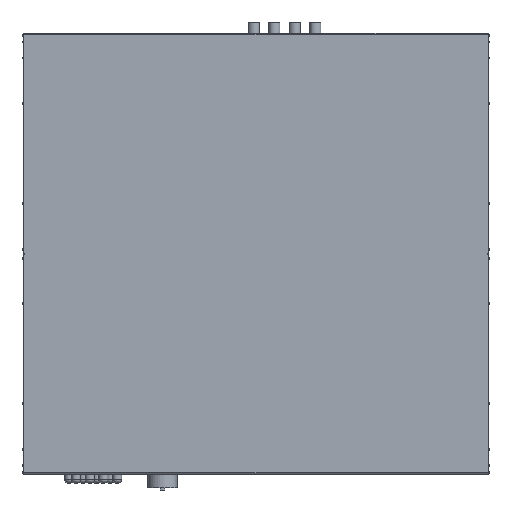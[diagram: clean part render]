
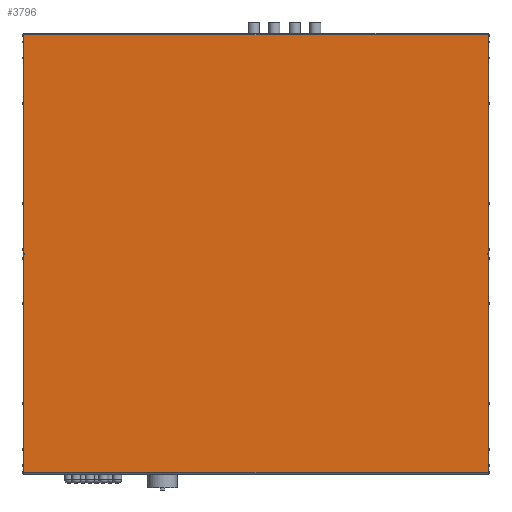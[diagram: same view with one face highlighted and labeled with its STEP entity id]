
A CAD part, front view. The second image highlights one B-rep face of the part: STEP entity #3796.
In plain terms, the highlighted planar face has unit normal (0, -1, 0).
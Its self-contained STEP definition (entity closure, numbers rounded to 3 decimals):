
#363 = CARTESIAN_POINT ( 'NONE',  ( 510., 0., -480.5 ) ) ;
#364 = DIRECTION ( 'NONE',  ( 0., 0., -1. ) ) ;
#365 = VECTOR ( 'NONE', #364, 1000. ) ;
#366 = CARTESIAN_POINT ( 'NONE',  ( 510., 0., 480.5 ) ) ;
#367 = LINE ( 'NONE', #366, #365 ) ;
#435 = CARTESIAN_POINT ( 'NONE',  ( 510., 0., -1.5 ) ) ;
#612 = DIRECTION ( 'NONE',  ( 0., 0., -1. ) ) ;
#613 = VECTOR ( 'NONE', #612, 1000. ) ;
#614 = CARTESIAN_POINT ( 'NONE',  ( 510., 0., 480.5 ) ) ;
#615 = LINE ( 'NONE', #614, #613 ) ;
#616 = CARTESIAN_POINT ( 'NONE',  ( 510., 0., 480.5 ) ) ;
#645 = CARTESIAN_POINT ( 'NONE',  ( 510., 0., 1.5 ) ) ;
#3782 = EDGE_CURVE ( 'NONE', #3867, #3783, #15097, .T. ) ;
#3783 = VERTEX_POINT ( 'NONE', #15151 ) ;
#3784 = ORIENTED_EDGE ( 'NONE', *, *, #3785, .F. ) ;
#3785 = EDGE_CURVE ( 'NONE', #3846, #3783, #15150, .T. ) ;
#3788 = EDGE_CURVE ( 'NONE', #13954, #3789, #15146, .T. ) ;
#3789 = VERTEX_POINT ( 'NONE', #15142 ) ;
#3796 = ADVANCED_FACE ( 'NONE', ( #15132 ), #15130, .F. ) ;
#3797 = EDGE_LOOP ( 'NONE', ( #3798, #3862, #3864, #3865, #3868, #3784, #3847, #3850, #3853, #3855, #3856, #3858 ) ) ;
#3798 = ORIENTED_EDGE ( 'NONE', *, *, #3799, .T. ) ;
#3799 = EDGE_CURVE ( 'NONE', #3860, #3861, #15131, .T. ) ;
#3846 = VERTEX_POINT ( 'NONE', #15241 ) ;
#3847 = ORIENTED_EDGE ( 'NONE', *, *, #3848, .F. ) ;
#3848 = EDGE_CURVE ( 'NONE', #3849, #3846, #15240, .T. ) ;
#3849 = VERTEX_POINT ( 'NONE', #15236 ) ;
#3850 = ORIENTED_EDGE ( 'NONE', *, *, #3851, .T. ) ;
#3851 = EDGE_CURVE ( 'NONE', #3849, #3852, #15235, .T. ) ;
#3852 = VERTEX_POINT ( 'NONE', #15230 ) ;
#3853 = ORIENTED_EDGE ( 'NONE', *, *, #3854, .T. ) ;
#3854 = EDGE_CURVE ( 'NONE', #3852, #3789, #15229, .T. ) ;
#3855 = ORIENTED_EDGE ( 'NONE', *, *, #3788, .F. ) ;
#3856 = ORIENTED_EDGE ( 'NONE', *, *, #13953, .F. ) ;
#3858 = ORIENTED_EDGE ( 'NONE', *, *, #3859, .F. ) ;
#3859 = EDGE_CURVE ( 'NONE', #3860, #14036, #15225, .T. ) ;
#3860 = VERTEX_POINT ( 'NONE', #15219 ) ;
#3861 = VERTEX_POINT ( 'NONE', #15220 ) ;
#3862 = ORIENTED_EDGE ( 'NONE', *, *, #3863, .T. ) ;
#3863 = EDGE_CURVE ( 'NONE', #3861, #14146, #15287, .T. ) ;
#3864 = ORIENTED_EDGE ( 'NONE', *, *, #14133, .F. ) ;
#3865 = ORIENTED_EDGE ( 'NONE', *, *, #3866, .T. ) ;
#3866 = EDGE_CURVE ( 'NONE', #14131, #3867, #15283, .T. ) ;
#3867 = VERTEX_POINT ( 'NONE', #15279 ) ;
#3868 = ORIENTED_EDGE ( 'NONE', *, *, #3782, .T. ) ;
#13953 = EDGE_CURVE ( 'NONE', #14036, #13954, #367, .T. ) ;
#13954 = VERTEX_POINT ( 'NONE', #363 ) ;
#14036 = VERTEX_POINT ( 'NONE', #435 ) ;
#14131 = VERTEX_POINT ( 'NONE', #616 ) ;
#14133 = EDGE_CURVE ( 'NONE', #14131, #14146, #615, .T. ) ;
#14146 = VERTEX_POINT ( 'NONE', #645 ) ;
#15097 = LINE ( 'NONE', #15154, #15153 ) ;
#15126 = DIRECTION ( 'NONE',  ( 0., 0., 1. ) ) ;
#15127 = DIRECTION ( 'NONE',  ( 0., 1., 0. ) ) ;
#15128 = CARTESIAN_POINT ( 'NONE',  ( 1544.301, 0., 480.5 ) ) ;
#15129 = AXIS2_PLACEMENT_3D ( 'NONE', #15128, #15127, #15126 ) ;
#15130 = PLANE ( 'NONE',  #15129 ) ;
#15131 = LINE ( 'NONE', #15188, #15187 ) ;
#15132 = FACE_OUTER_BOUND ( 'NONE', #3797, .T. ) ;
#15142 = CARTESIAN_POINT ( 'NONE',  ( -510., 0., -480.5 ) ) ;
#15143 = DIRECTION ( 'NONE',  ( -1., 0., 0. ) ) ;
#15144 = VECTOR ( 'NONE', #15143, 1000. ) ;
#15145 = CARTESIAN_POINT ( 'NONE',  ( 1544.301, 0., -480.5 ) ) ;
#15146 = LINE ( 'NONE', #15145, #15144 ) ;
#15147 = DIRECTION ( 'NONE',  ( -1., 0., 0. ) ) ;
#15148 = VECTOR ( 'NONE', #15147, 1000. ) ;
#15149 = CARTESIAN_POINT ( 'NONE',  ( -482.821, 0., 1.5 ) ) ;
#15150 = LINE ( 'NONE', #15149, #15148 ) ;
#15151 = CARTESIAN_POINT ( 'NONE',  ( -510., 0., 1.5 ) ) ;
#15152 = DIRECTION ( 'NONE',  ( 0., 0., -1. ) ) ;
#15153 = VECTOR ( 'NONE', #15152, 1000. ) ;
#15154 = CARTESIAN_POINT ( 'NONE',  ( -510., 0., 480.5 ) ) ;
#15186 = DIRECTION ( 'NONE',  ( 0., 0., 1. ) ) ;
#15187 = VECTOR ( 'NONE', #15186, 1000. ) ;
#15188 = CARTESIAN_POINT ( 'NONE',  ( 508.5, 0., 1.5 ) ) ;
#15219 = CARTESIAN_POINT ( 'NONE',  ( 508.5, 0., -1.5 ) ) ;
#15220 = CARTESIAN_POINT ( 'NONE',  ( 508.5, 0., 1.5 ) ) ;
#15221 = DIRECTION ( 'NONE',  ( 1., 0., 0. ) ) ;
#15222 = VECTOR ( 'NONE', #15221, 1000. ) ;
#15224 = CARTESIAN_POINT ( 'NONE',  ( 482.821, 0., -1.5 ) ) ;
#15225 = LINE ( 'NONE', #15224, #15222 ) ;
#15226 = DIRECTION ( 'NONE',  ( 0., 0., -1. ) ) ;
#15227 = VECTOR ( 'NONE', #15226, 1000. ) ;
#15228 = CARTESIAN_POINT ( 'NONE',  ( -510., 0., 480.5 ) ) ;
#15229 = LINE ( 'NONE', #15228, #15227 ) ;
#15230 = CARTESIAN_POINT ( 'NONE',  ( -510., 0., -1.5 ) ) ;
#15231 = DIRECTION ( 'NONE',  ( -1., 0., 0. ) ) ;
#15233 = VECTOR ( 'NONE', #15231, 1000. ) ;
#15234 = CARTESIAN_POINT ( 'NONE',  ( -482.821, 0., -1.5 ) ) ;
#15235 = LINE ( 'NONE', #15234, #15233 ) ;
#15236 = CARTESIAN_POINT ( 'NONE',  ( -508.5, 0., -1.5 ) ) ;
#15237 = DIRECTION ( 'NONE',  ( 0., 0., 1. ) ) ;
#15238 = VECTOR ( 'NONE', #15237, 1000. ) ;
#15239 = CARTESIAN_POINT ( 'NONE',  ( -508.5, 0., 1.5 ) ) ;
#15240 = LINE ( 'NONE', #15239, #15238 ) ;
#15241 = CARTESIAN_POINT ( 'NONE',  ( -508.5, 0., 1.5 ) ) ;
#15279 = CARTESIAN_POINT ( 'NONE',  ( -510., 0., 480.5 ) ) ;
#15280 = DIRECTION ( 'NONE',  ( -1., 0., 0. ) ) ;
#15281 = VECTOR ( 'NONE', #15280, 1000. ) ;
#15282 = CARTESIAN_POINT ( 'NONE',  ( 1544.301, 0., 480.5 ) ) ;
#15283 = LINE ( 'NONE', #15282, #15281 ) ;
#15284 = DIRECTION ( 'NONE',  ( 1., 0., 0. ) ) ;
#15285 = VECTOR ( 'NONE', #15284, 1000. ) ;
#15286 = CARTESIAN_POINT ( 'NONE',  ( 482.821, 0., 1.5 ) ) ;
#15287 = LINE ( 'NONE', #15286, #15285 ) ;
